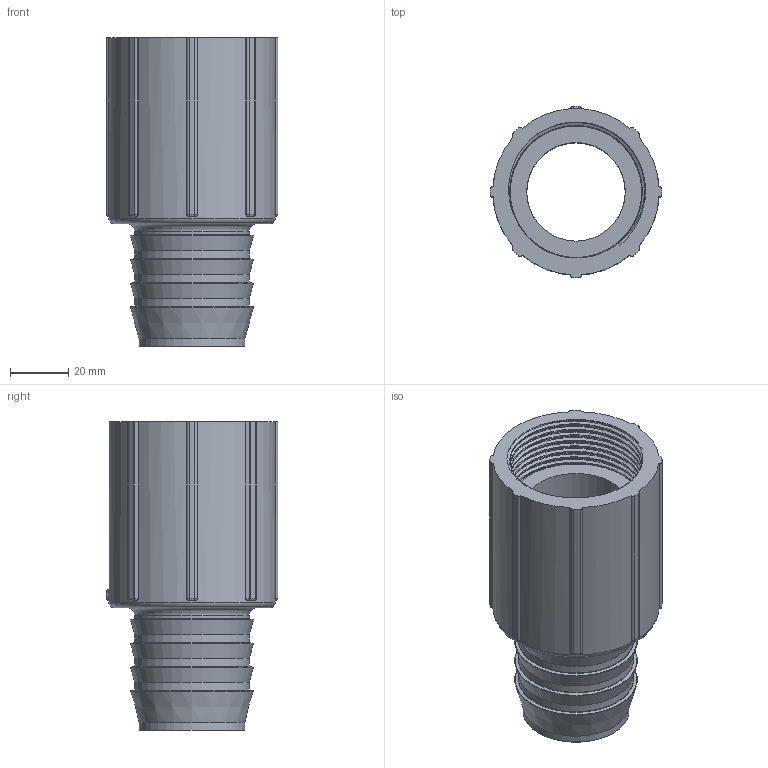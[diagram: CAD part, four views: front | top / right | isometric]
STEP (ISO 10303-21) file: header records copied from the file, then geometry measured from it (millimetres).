
FILE_DESCRIPTION(/* description */ ('','CAx-IF Rec.Pracs.---Representation and Presentation of Product Manufacturing Information (PMI)---4.0---2014-10-13'),/* implementation_level */ '2;1');
FILE_NAME(/* name */ 'Vectra L1 Barb Adapter v1.step',/* time_stamp */ '2025-03-28T21:40:31-04:00',/* author */ (''),/* organization */ (''),/* preprocessor_version */ 'ST-DEVELOPER v20',/* originating_system */ 'Autodesk Translation Framework v13.20.0.188',/* authorisation */ '');
FILE_SCHEMA (('AP242_MANAGED_MODEL_BASED_3D_ENGINEERING_MIM_LF { 1 0 10303 442 1 1 4 }'));
Length unit declared in the file: inch
Products named in the file (2): (Unsaved); 4880K417_Standard-Wall PVC Pipe Fitting for Water
Assembly tree (1 placements, depth 2):
  (Unsaved)
    4880K417_Standard-Wall PVC Pipe Fitting for Water
Bounding box: 58.8 x 58.8 x 105.82 mm (x, y, z)
Volume: 107061.8 mm3; surface area: 34766.8 mm2
Topology: 1 solids, 1 shells, 145 faces, 365 edges, 206 vertices
Faces by surface type: cylinder 62, plane 30, torus 21, sphere 18, cone 8, bspline 6
Full cylindrical faces by diameter (mm): 33.782 x1, 33.833 x1, 36.322 x1, 39.37 x4, 45.165 x1, 47.803 x8, 57.023 x1
Entity records: 8570 total; most frequent: CARTESIAN_POINT 5163, DIRECTION 740, ORIENTED_EDGE 694, EDGE_CURVE 347, AXIS2_PLACEMENT_3D 308, VERTEX_POINT 206, CIRCLE 166, EDGE_LOOP 150
